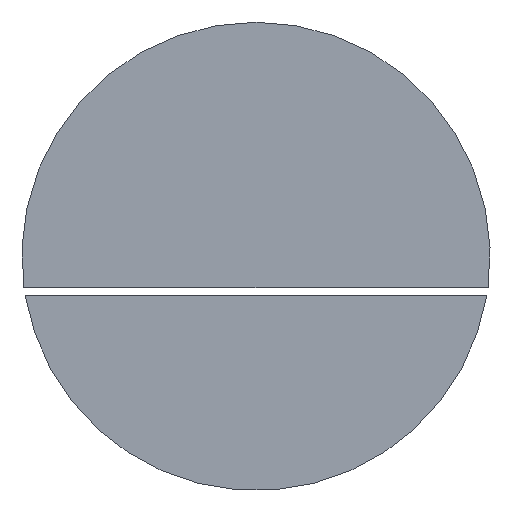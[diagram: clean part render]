
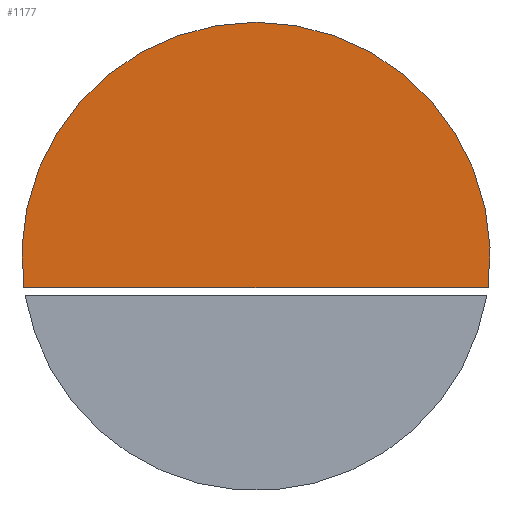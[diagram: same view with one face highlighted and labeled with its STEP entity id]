
A CAD part, left-side view. The second image highlights one B-rep face of the part: STEP entity #1177.
In plain terms, the highlighted planar face has unit normal (-1, 0, 0).
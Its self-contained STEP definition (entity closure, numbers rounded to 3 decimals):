
#1177 = ADVANCED_FACE('',(#1178),#1193,.F.);
#1178 = FACE_BOUND('',#1179,.F.);
#1179 = EDGE_LOOP('',(#1180,#1204,#1221));
#1180 = ORIENTED_EDGE('',*,*,#1181,.T.);
#1181 = EDGE_CURVE('',#1182,#1184,#1186,.T.);
#1182 = VERTEX_POINT('',#1183);
#1183 = CARTESIAN_POINT('',(-0.2,0.297,-0.04));
#1184 = VERTEX_POINT('',#1185);
#1185 = CARTESIAN_POINT('',(-0.2,0.,0.3));
#1186 = SURFACE_CURVE('',#1187,(#1192),.PCURVE_S1.);
#1187 = CIRCLE('',#1188,0.3);
#1188 = AXIS2_PLACEMENT_3D('',#1189,#1190,#1191);
#1189 = CARTESIAN_POINT('',(-0.2,0.,0.));
#1190 = DIRECTION('',(1.,0.,0.));
#1191 = DIRECTION('',(-0.,0.,1.));
#1192 = PCURVE('',#1193,#1198);
#1193 = PLANE('',#1194);
#1194 = AXIS2_PLACEMENT_3D('',#1195,#1196,#1197);
#1195 = CARTESIAN_POINT('',(-0.2,0.,0.));
#1196 = DIRECTION('',(1.,0.,0.));
#1197 = DIRECTION('',(-0.,0.,1.));
#1198 = DEFINITIONAL_REPRESENTATION('',(#1199),#1203);
#1199 = CIRCLE('',#1200,0.3);
#1200 = AXIS2_PLACEMENT_2D('',#1201,#1202);
#1201 = CARTESIAN_POINT('',(0.,0.));
#1202 = DIRECTION('',(1.,0.));
#1203 = ( GEOMETRIC_REPRESENTATION_CONTEXT(2) 
PARAMETRIC_REPRESENTATION_CONTEXT() REPRESENTATION_CONTEXT('2D SPACE',''
  ) );
#1204 = ORIENTED_EDGE('',*,*,#1205,.T.);
#1205 = EDGE_CURVE('',#1184,#1206,#1208,.T.);
#1206 = VERTEX_POINT('',#1207);
#1207 = CARTESIAN_POINT('',(-0.2,-0.297,-0.04));
#1208 = SURFACE_CURVE('',#1209,(#1214),.PCURVE_S1.);
#1209 = CIRCLE('',#1210,0.3);
#1210 = AXIS2_PLACEMENT_3D('',#1211,#1212,#1213);
#1211 = CARTESIAN_POINT('',(-0.2,0.,0.));
#1212 = DIRECTION('',(1.,0.,0.));
#1213 = DIRECTION('',(-0.,0.,1.));
#1214 = PCURVE('',#1193,#1215);
#1215 = DEFINITIONAL_REPRESENTATION('',(#1216),#1220);
#1216 = CIRCLE('',#1217,0.3);
#1217 = AXIS2_PLACEMENT_2D('',#1218,#1219);
#1218 = CARTESIAN_POINT('',(0.,0.));
#1219 = DIRECTION('',(1.,0.));
#1220 = ( GEOMETRIC_REPRESENTATION_CONTEXT(2) 
PARAMETRIC_REPRESENTATION_CONTEXT() REPRESENTATION_CONTEXT('2D SPACE',''
  ) );
#1221 = ORIENTED_EDGE('',*,*,#1222,.F.);
#1222 = EDGE_CURVE('',#1182,#1206,#1223,.T.);
#1223 = SURFACE_CURVE('',#1224,(#1228),.PCURVE_S1.);
#1224 = LINE('',#1225,#1226);
#1225 = CARTESIAN_POINT('',(-0.2,-0.25,-0.04));
#1226 = VECTOR('',#1227,1.);
#1227 = DIRECTION('',(0.,-1.,0.));
#1228 = PCURVE('',#1193,#1229);
#1229 = DEFINITIONAL_REPRESENTATION('',(#1230),#1233);
#1230 = B_SPLINE_CURVE_WITH_KNOTS('',1,(#1231,#1232),.UNSPECIFIED.,.F.,
  .F.,(2,2),(-0.61,0.11),.PIECEWISE_BEZIER_KNOTS.);
#1231 = CARTESIAN_POINT('',(-0.04,-0.36));
#1232 = CARTESIAN_POINT('',(-0.04,0.36));
#1233 = ( GEOMETRIC_REPRESENTATION_CONTEXT(2) 
PARAMETRIC_REPRESENTATION_CONTEXT() REPRESENTATION_CONTEXT('2D SPACE',''
  ) );
